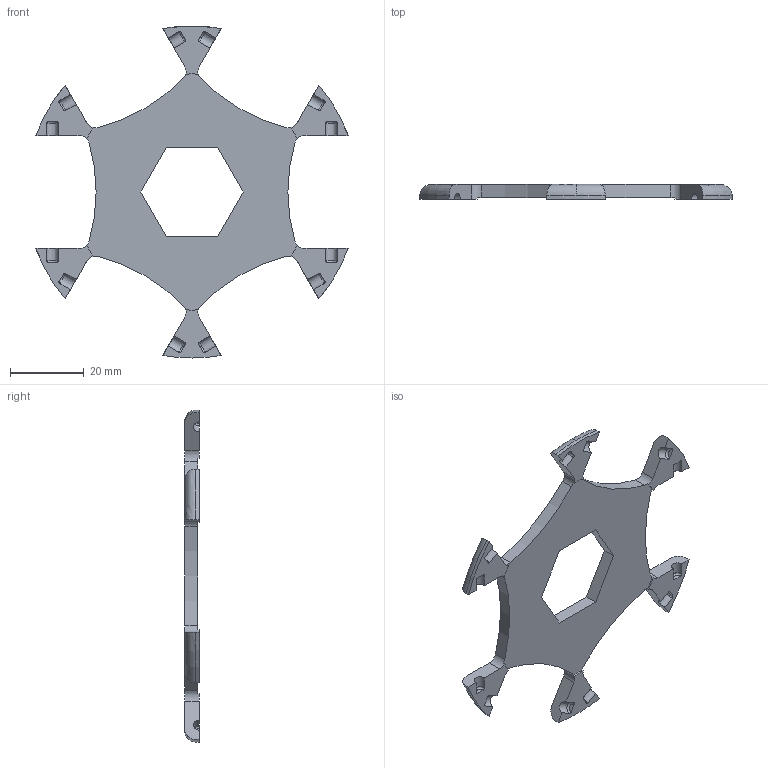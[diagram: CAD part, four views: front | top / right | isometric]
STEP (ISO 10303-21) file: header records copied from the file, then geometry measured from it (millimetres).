
FILE_DESCRIPTION (( 'STEP AP214' ), '1' );
FILE_NAME ('OmniWheel_Star_1.STEP', '2025-04-12T09:51:41', ( '' ), ( '' ), 'SwSTEP 2.0', 'SolidWorks 2021', '' );
FILE_SCHEMA (( 'AUTOMOTIVE_DESIGN' ));
Length unit declared in the file: millimetre
Products named in the file (1): OmniWheel_Star_1
Bounding box: 84.64 x 4 x 90 mm (x, y, z)
Volume: 9426.7 mm3; surface area: 7290.9 mm2
Topology: 1 solids, 1 shells, 103 faces, 303 edges, 202 vertices
Faces by surface type: cylinder 46, plane 38, torus 19
Entity records: 3724 total; most frequent: CARTESIAN_POINT 813, DIRECTION 648, ORIENTED_EDGE 606, EDGE_CURVE 303, AXIS2_PLACEMENT_3D 253, VERTEX_POINT 202, CIRCLE 149, LINE 142
